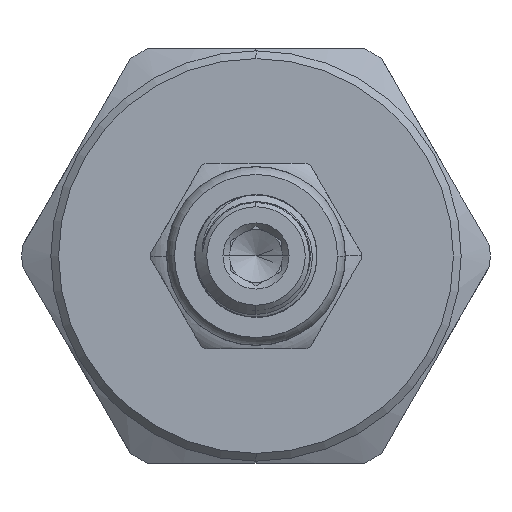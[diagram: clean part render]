
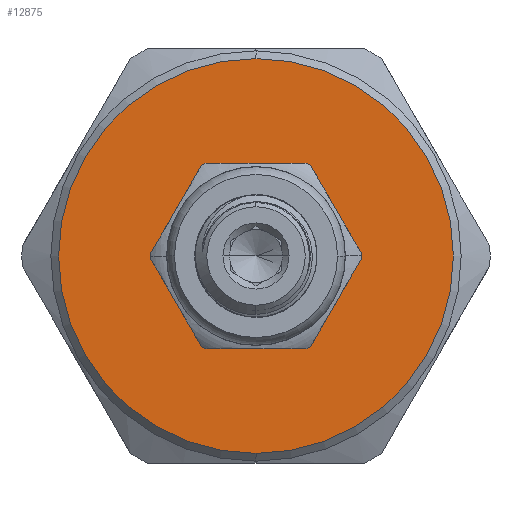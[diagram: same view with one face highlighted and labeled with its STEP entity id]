
A CAD part, left-side view. The second image highlights one B-rep face of the part: STEP entity #12875.
In plain terms, the highlighted planar face has unit normal (-1, 0, 0).
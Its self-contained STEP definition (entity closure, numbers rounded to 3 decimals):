
#720 = CIRCLE ( 'NONE', #11460, 6.875 ) ;
#774 = EDGE_CURVE ( 'NONE', #8205, #7288, #4301, .T. ) ;
#1557 = AXIS2_PLACEMENT_3D ( 'NONE', #7443, #8732, #7918 ) ;
#1581 = AXIS2_PLACEMENT_3D ( 'NONE', #17248, #13214, #3890 ) ;
#2107 = CARTESIAN_POINT ( 'NONE',  ( -8.5, 0., -15.225 ) ) ;
#2345 = CARTESIAN_POINT ( 'NONE',  ( -8.5, 0., 15.225 ) ) ;
#2358 = CARTESIAN_POINT ( 'NONE',  ( -8.5, 0., 0. ) ) ;
#3003 = CARTESIAN_POINT ( 'NONE',  ( -8.5, 0., 0. ) ) ;
#3008 = CIRCLE ( 'NONE', #1557, 15.225 ) ;
#3726 = EDGE_LOOP ( 'NONE', ( #12007, #3967 ) ) ;
#3770 = DIRECTION ( 'NONE',  ( 1., 0., 0. ) ) ;
#3890 = DIRECTION ( 'NONE',  ( 0., 0., -1. ) ) ;
#3967 = ORIENTED_EDGE ( 'NONE', *, *, #774, .F. ) ;
#4003 = EDGE_LOOP ( 'NONE', ( #5489, #5073 ) ) ;
#4301 = CIRCLE ( 'NONE', #13174, 6.875 ) ;
#4584 = CARTESIAN_POINT ( 'NONE',  ( -8.5, 6.875, 0. ) ) ;
#5073 = ORIENTED_EDGE ( 'NONE', *, *, #13954, .T. ) ;
#5489 = ORIENTED_EDGE ( 'NONE', *, *, #11329, .T. ) ;
#7288 = VERTEX_POINT ( 'NONE', #4584 ) ;
#7443 = CARTESIAN_POINT ( 'NONE',  ( -8.5, 0., 0. ) ) ;
#7918 = DIRECTION ( 'NONE',  ( 0., 0., -1. ) ) ;
#8205 = VERTEX_POINT ( 'NONE', #10075 ) ;
#8732 = DIRECTION ( 'NONE',  ( -1., 0., 0. ) ) ;
#10075 = CARTESIAN_POINT ( 'NONE',  ( -8.5, -6.875, 0. ) ) ;
#10399 = PLANE ( 'NONE',  #14945 ) ;
#11228 = EDGE_CURVE ( 'NONE', #7288, #8205, #720, .T. ) ;
#11329 = EDGE_CURVE ( 'NONE', #14427, #14640, #3008, .T. ) ;
#11411 = FACE_OUTER_BOUND ( 'NONE', #4003, .T. ) ;
#11460 = AXIS2_PLACEMENT_3D ( 'NONE', #15239, #15303, #12537 ) ;
#12007 = ORIENTED_EDGE ( 'NONE', *, *, #11228, .F. ) ;
#12537 = DIRECTION ( 'NONE',  ( 0., 0., -1. ) ) ;
#12875 = ADVANCED_FACE ( 'NONE', ( #14355, #11411 ), #10399, .F. ) ;
#13090 = DIRECTION ( 'NONE',  ( 0., 0., -1. ) ) ;
#13174 = AXIS2_PLACEMENT_3D ( 'NONE', #3003, #16308, #13670 ) ;
#13214 = DIRECTION ( 'NONE',  ( -1., 0., 0. ) ) ;
#13670 = DIRECTION ( 'NONE',  ( 0., 0., -1. ) ) ;
#13954 = EDGE_CURVE ( 'NONE', #14640, #14427, #16829, .T. ) ;
#14355 = FACE_BOUND ( 'NONE', #3726, .T. ) ;
#14427 = VERTEX_POINT ( 'NONE', #2107 ) ;
#14640 = VERTEX_POINT ( 'NONE', #2345 ) ;
#14945 = AXIS2_PLACEMENT_3D ( 'NONE', #2358, #3770, #13090 ) ;
#15239 = CARTESIAN_POINT ( 'NONE',  ( -8.5, 0., 0. ) ) ;
#15303 = DIRECTION ( 'NONE',  ( -1., 0., 0. ) ) ;
#16308 = DIRECTION ( 'NONE',  ( -1., 0., 0. ) ) ;
#16829 = CIRCLE ( 'NONE', #1581, 15.225 ) ;
#17248 = CARTESIAN_POINT ( 'NONE',  ( -8.5, 0., 0. ) ) ;
